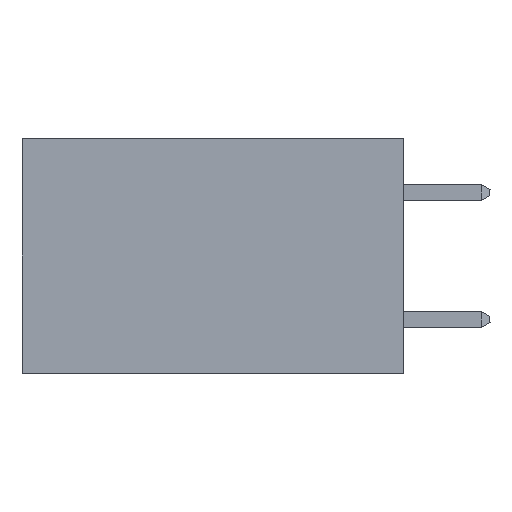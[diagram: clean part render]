
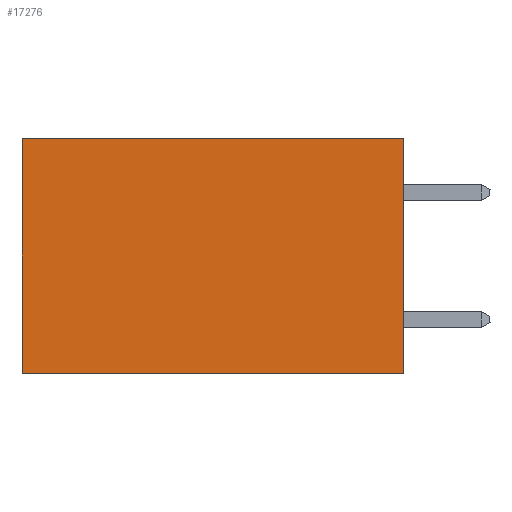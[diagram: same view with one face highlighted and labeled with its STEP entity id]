
A CAD part, left-side view. The second image highlights one B-rep face of the part: STEP entity #17276.
In plain terms, the highlighted planar face has unit normal (-1, 0, 0).
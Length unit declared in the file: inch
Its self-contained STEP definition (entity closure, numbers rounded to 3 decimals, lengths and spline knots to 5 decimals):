
#144 = CARTESIAN_POINT ( 'NONE',  ( 0.2875, 0., 0. ) ) ;
#793 = VERTEX_POINT ( 'NONE', #4204 ) ;
#2157 = VERTEX_POINT ( 'NONE', #7462 ) ;
#2359 = EDGE_CURVE ( 'NONE', #19155, #2157, #20140, .T. ) ;
#3471 = DIRECTION ( 'NONE',  ( 0., 1., 0. ) ) ;
#3619 = PLANE ( 'NONE',  #5141 ) ;
#4204 = CARTESIAN_POINT ( 'NONE',  ( 0.2875, 0., -0.37 ) ) ;
#4844 = EDGE_CURVE ( 'NONE', #793, #12943, #5607, .T. ) ;
#5058 = VECTOR ( 'NONE', #8483, 39.37008 ) ;
#5141 = AXIS2_PLACEMENT_3D ( 'NONE', #14649, #16199, #6800 ) ;
#5494 = ORIENTED_EDGE ( 'NONE', *, *, #13913, .T. ) ;
#5607 = LINE ( 'NONE', #6148, #9372 ) ;
#6148 = CARTESIAN_POINT ( 'NONE',  ( 0.2875, 0., -0.37 ) ) ;
#6193 = CARTESIAN_POINT ( 'NONE',  ( 0.2875, 0.6, -0.37 ) ) ;
#6800 = DIRECTION ( 'NONE',  ( 0., 0., -1. ) ) ;
#6860 = CARTESIAN_POINT ( 'NONE',  ( 0.2875, 0., 0. ) ) ;
#6929 = CARTESIAN_POINT ( 'NONE',  ( 0.2875, 0., 0. ) ) ;
#7077 = LINE ( 'NONE', #10803, #18605 ) ;
#7462 = CARTESIAN_POINT ( 'NONE',  ( 0.2875, 0.6, 0. ) ) ;
#7977 = VECTOR ( 'NONE', #3471, 39.37008 ) ;
#8483 = DIRECTION ( 'NONE',  ( 0., 0., -1. ) ) ;
#9372 = VECTOR ( 'NONE', #14161, 39.37008 ) ;
#10803 = CARTESIAN_POINT ( 'NONE',  ( 0.2875, 0.6, 0. ) ) ;
#12087 = ORIENTED_EDGE ( 'NONE', *, *, #19100, .F. ) ;
#12341 = DIRECTION ( 'NONE',  ( 0., 0., -1. ) ) ;
#12943 = VERTEX_POINT ( 'NONE', #6193 ) ;
#13913 = EDGE_CURVE ( 'NONE', #2157, #12943, #7077, .T. ) ;
#14161 = DIRECTION ( 'NONE',  ( 0., 1., 0. ) ) ;
#14576 = ORIENTED_EDGE ( 'NONE', *, *, #4844, .F. ) ;
#14649 = CARTESIAN_POINT ( 'NONE',  ( 0.2875, 0., 0. ) ) ;
#16199 = DIRECTION ( 'NONE',  ( 1., 0., 0. ) ) ;
#16574 = EDGE_LOOP ( 'NONE', ( #5494, #14576, #12087, #18796 ) ) ;
#16754 = FACE_OUTER_BOUND ( 'NONE', #16574, .T. ) ;
#17276 = ADVANCED_FACE ( 'NONE', ( #16754 ), #3619, .F. ) ;
#17610 = LINE ( 'NONE', #6860, #5058 ) ;
#18605 = VECTOR ( 'NONE', #12341, 39.37008 ) ;
#18796 = ORIENTED_EDGE ( 'NONE', *, *, #2359, .T. ) ;
#19100 = EDGE_CURVE ( 'NONE', #19155, #793, #17610, .T. ) ;
#19155 = VERTEX_POINT ( 'NONE', #6929 ) ;
#20140 = LINE ( 'NONE', #144, #7977 ) ;
